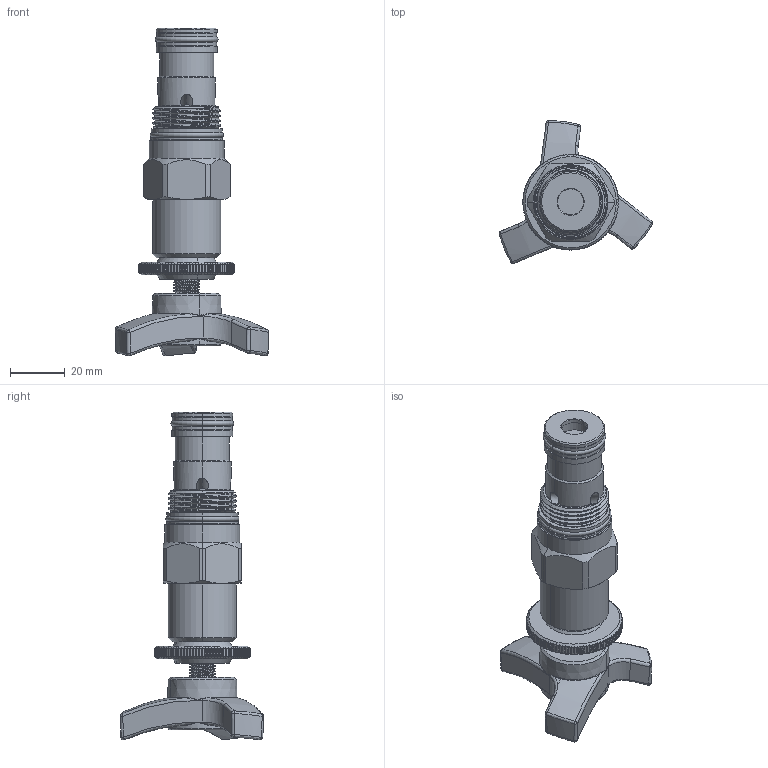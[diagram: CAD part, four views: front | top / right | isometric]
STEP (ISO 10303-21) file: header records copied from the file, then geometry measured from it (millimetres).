
FILE_DESCRIPTION (( 'STEP AP203' ), '1' );
FILE_NAME ('NC5A21-T.STEP', '2020-03-19T05:18:22', ( '' ), ( '' ), 'SwSTEP 2.0', 'SolidWorks 2018', '' );
FILE_SCHEMA (( 'CONFIG_CONTROL_DESIGN' ));
Length unit declared in the file: millimetre
Products named in the file (1): NC5A21-T
Bounding box: 56.33 x 52.42 x 120.12 mm (x, y, z)
Volume: 61039.8 mm3; surface area: 19198.4 mm2
Topology: 1 solids, 5 shells, 790 faces, 2082 edges, 1320 vertices
Faces by surface type: plane 336, cylinder 234, bspline 84, cone 63, sphere 40, torus 33
Entity records: 31103 total; most frequent: CARTESIAN_POINT 12837, ORIENTED_EDGE 4122, DIRECTION 3452, EDGE_CURVE 2061, AXIS2_PLACEMENT_3D 1364, VERTEX_POINT 1314, EDGE_LOOP 827, ADVANCED_FACE 790
